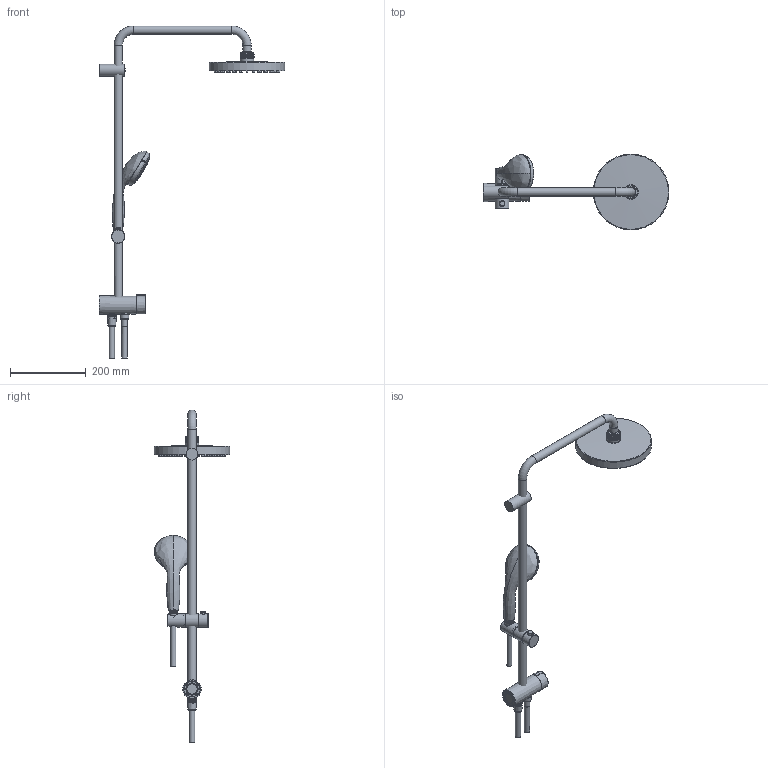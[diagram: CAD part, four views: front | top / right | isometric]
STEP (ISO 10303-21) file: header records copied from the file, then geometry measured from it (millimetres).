
FILE_DESCRIPTION(/* description */ ('Unknown'),/* implementation_level */ '2;1');
FILE_NAME(/* name */ '27389001',/* time_stamp */ '2022-09-08T05:55:04+02:00',/* author */ ('Unknown'),/* organization */ ('GROHE AG'),/* preprocessor_version */ 'ST-DEVELOPER v16.7',/* originating_system */ 'DEX',/* authorisation */ $);
FILE_SCHEMA (('AUTOMOTIVE_DESIGN {1 0 10303 214 3 1 1}'));
Length unit declared in the file: millimetre
Products named in the file (14): 27389001; 27389001_0; 27389001_1; 27389001_2; 27389001_3; id197; 081107 GTM1000C Handles Update02; DF_REVOL; g01882338eog; Housing; MANIFOLD_SOLID_BREP_246493; P50400-018_2; XSHELL#10958
Assembly tree (13 placements, depth 2):
  27389001
    27389001
    27389001_0
    27389001_1
    27389001_2
    27389001_3
    id197
    081107 GTM1000C Handles Update02
    DF_REVOL
    g01882338eog
    Housing
    MANIFOLD_SOLID_BREP_246493
    P50400-018_2
    XSHELL#10958
Bounding box: 490.55 x 200 x 875.9 mm (x, y, z)
Volume: 316460.6 mm3; surface area: 354503.1 mm2
Topology: 5 solids, 316 shells, 947 faces, 7627 edges, 6860 vertices
Faces by surface type: bspline 272, plane 233, cylinder 211, cone 176, torus 50, sphere 5
Full cylindrical faces by diameter (mm): 1.5 x9, 2.8 x60, 4.274 x89, 14.262 x3, 15 x3, 18 x1, 18.2 x1, 19 x1, 19.9 x2, 22 x5, 22.6 x2, 23 x2, 28 x1, 31.3 x1, 35 x3, 36 x5, 89.4 x2, 90.2 x1, 200 x2
Entity records: 105503 total; most frequent: CARTESIAN_POINT 48943, DIRECTION 11174, ORIENTED_EDGE 7915, EDGE_CURVE 6892, VERTEX_POINT 6596, AXIS2_PLACEMENT_3D 5496, CIRCLE 4673, EDGE_LOOP 2652
